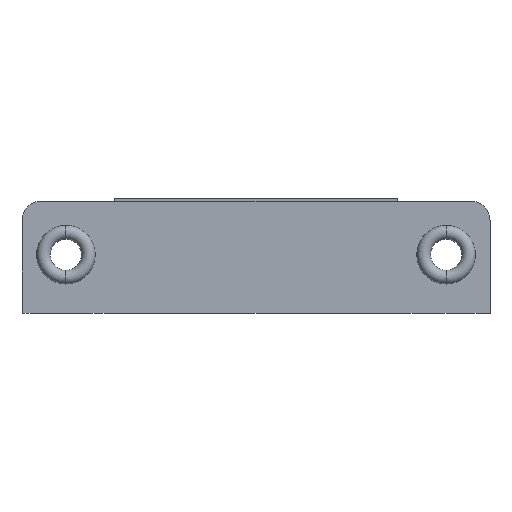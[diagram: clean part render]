
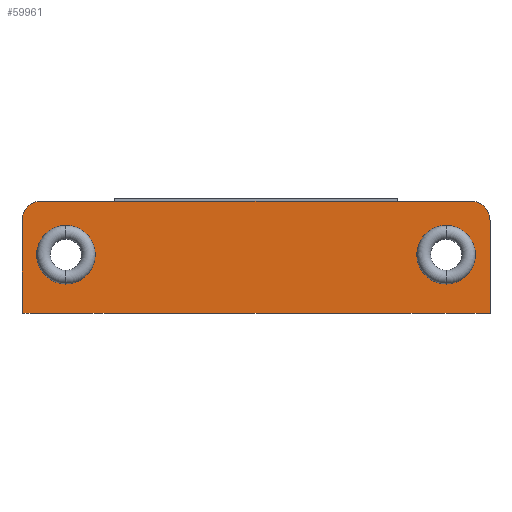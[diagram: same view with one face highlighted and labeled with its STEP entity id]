
A CAD part, front view. The second image highlights one B-rep face of the part: STEP entity #59961.
In plain terms, the highlighted planar face has unit normal (0, -1, 0).
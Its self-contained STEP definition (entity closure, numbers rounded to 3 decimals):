
#175=CARTESIAN_POINT('',(-22.,-0.713,3.457));
#176=DIRECTION('',(0.,-1.,0.));
#177=DIRECTION('',(0.,0.,1.));
#178=AXIS2_PLACEMENT_3D('',#175,#176,#177);
#188=DIRECTION('',(0.,0.,1.));
#189=VECTOR('',#188,9.507);
#190=CARTESIAN_POINT('',(-24.007,-0.713,-6.05));
#191=LINE('',#190,#189);
#254=DIRECTION('',(-1.,0.,0.));
#255=VECTOR('',#254,48.013);
#256=CARTESIAN_POINT('',(24.007,-0.713,-6.05));
#257=LINE('',#256,#255);
#258=CARTESIAN_POINT('',(-19.5,-0.713,-0.044));
#259=DIRECTION('',(0.,-1.,0.));
#260=DIRECTION('',(0.,0.,-1.));
#261=AXIS2_PLACEMENT_3D('',#258,#259,#260);
#263=CARTESIAN_POINT('',(-19.5,-0.713,-0.044));
#264=DIRECTION('',(0.,-1.,0.));
#265=DIRECTION('',(0.,0.,1.));
#266=AXIS2_PLACEMENT_3D('',#263,#264,#265);
#268=CARTESIAN_POINT('',(19.5,-0.713,-0.044));
#269=DIRECTION('',(0.,-1.,0.));
#270=DIRECTION('',(0.,0.,-1.));
#271=AXIS2_PLACEMENT_3D('',#268,#269,#270);
#273=CARTESIAN_POINT('',(19.5,-0.713,-0.044));
#274=DIRECTION('',(0.,-1.,0.));
#275=DIRECTION('',(0.,0.,1.));
#276=AXIS2_PLACEMENT_3D('',#273,#274,#275);
#278=DIRECTION('',(-1.,0.,0.));
#279=VECTOR('',#278,44.);
#280=CARTESIAN_POINT('',(22.,-0.713,5.463));
#281=LINE('',#280,#279);
#286=CARTESIAN_POINT('',(22.,-0.713,3.457));
#287=DIRECTION('',(0.,-1.,0.));
#288=DIRECTION('',(1.,0.,0.));
#289=AXIS2_PLACEMENT_3D('',#286,#287,#288);
#304=DIRECTION('',(0.,0.,1.));
#305=VECTOR('',#304,9.507);
#306=CARTESIAN_POINT('',(24.007,-0.713,-6.05));
#307=LINE('',#306,#305);
#59390=CARTESIAN_POINT('',(24.007,-0.713,-6.05));
#59391=CARTESIAN_POINT('',(-24.007,-0.713,-6.05));
#59392=VERTEX_POINT('',#59390);
#59393=VERTEX_POINT('',#59391);
#59438=CARTESIAN_POINT('',(-24.007,-0.713,3.457));
#59440=VERTEX_POINT('',#59438);
#59444=CARTESIAN_POINT('',(-22.,-0.713,5.463));
#59445=VERTEX_POINT('',#59444);
#59447=CARTESIAN_POINT('',(24.007,-0.713,3.457));
#59449=VERTEX_POINT('',#59447);
#59450=CARTESIAN_POINT('',(22.,-0.713,5.463));
#59451=VERTEX_POINT('',#59450);
#59538=CARTESIAN_POINT('',(-19.5,-0.713,-3.05));
#59539=CARTESIAN_POINT('',(-19.5,-0.713,2.963));
#59540=VERTEX_POINT('',#59538);
#59541=VERTEX_POINT('',#59539);
#59578=CARTESIAN_POINT('',(19.5,-0.713,-3.05));
#59579=CARTESIAN_POINT('',(19.5,-0.713,2.963));
#59580=VERTEX_POINT('',#59578);
#59581=VERTEX_POINT('',#59579);
#59933=CARTESIAN_POINT('',(24.,-0.713,-6.044));
#59934=DIRECTION('',(0.,-1.,0.));
#59935=DIRECTION('',(0.,0.,1.));
#59936=AXIS2_PLACEMENT_3D('',#59933,#59934,#59935);
#59937=PLANE('',#59936);
#59938=ORIENTED_EDGE('',*,*,#59854,.F.);
#59940=ORIENTED_EDGE('',*,*,#59939,.F.);
#59942=ORIENTED_EDGE('',*,*,#59941,.F.);
#59944=ORIENTED_EDGE('',*,*,#59943,.F.);
#59945=ORIENTED_EDGE('',*,*,#59899,.T.);
#59946=ORIENTED_EDGE('',*,*,#59870,.T.);
#59947=EDGE_LOOP('',(#59938,#59940,#59942,#59944,#59945,#59946));
#59948=FACE_OUTER_BOUND('',#59947,.F.);
#59950=ORIENTED_EDGE('',*,*,#59949,.T.);
#59952=ORIENTED_EDGE('',*,*,#59951,.T.);
#59953=EDGE_LOOP('',(#59950,#59952));
#59954=FACE_BOUND('',#59953,.F.);
#59956=ORIENTED_EDGE('',*,*,#59955,.T.);
#59958=ORIENTED_EDGE('',*,*,#59957,.T.);
#59959=EDGE_LOOP('',(#59956,#59958));
#59960=FACE_BOUND('',#59959,.F.);
#59961=ADVANCED_FACE('',(#59948,#59954,#59960),#59937,.T.);
#179=CIRCLE('',#178,2.007);
#262=CIRCLE('',#261,3.006);
#267=CIRCLE('',#266,3.006);
#272=CIRCLE('',#271,3.006);
#277=CIRCLE('',#276,3.006);
#290=CIRCLE('',#289,2.007);
#59854=EDGE_CURVE('',#59445,#59440,#179,.T.);
#59870=EDGE_CURVE('',#59393,#59440,#191,.T.);
#59899=EDGE_CURVE('',#59392,#59393,#257,.T.);
#59939=EDGE_CURVE('',#59451,#59445,#281,.T.);
#59941=EDGE_CURVE('',#59449,#59451,#290,.T.);
#59943=EDGE_CURVE('',#59392,#59449,#307,.T.);
#59949=EDGE_CURVE('',#59540,#59541,#262,.T.);
#59951=EDGE_CURVE('',#59541,#59540,#267,.T.);
#59955=EDGE_CURVE('',#59580,#59581,#272,.T.);
#59957=EDGE_CURVE('',#59581,#59580,#277,.T.);
